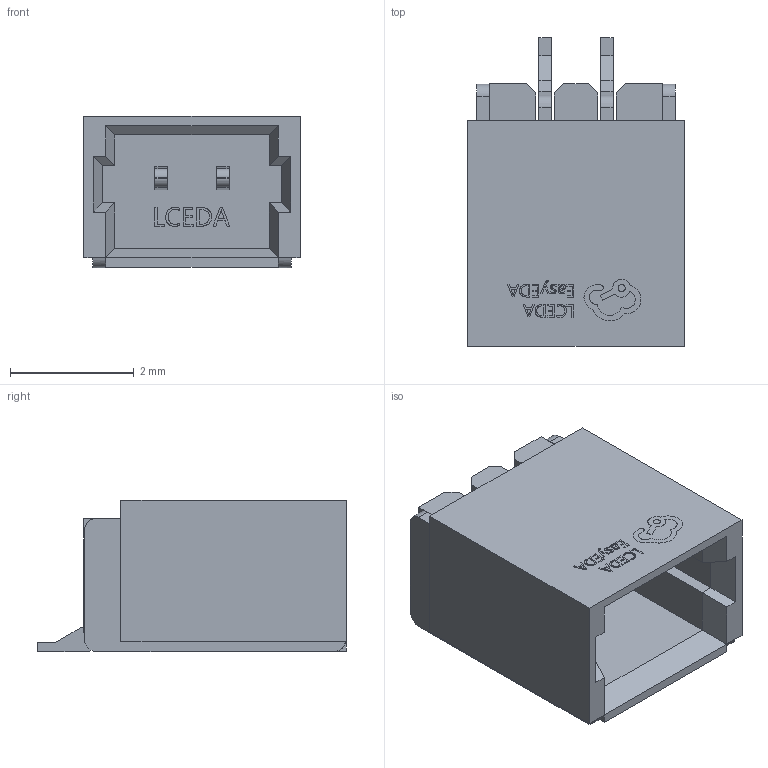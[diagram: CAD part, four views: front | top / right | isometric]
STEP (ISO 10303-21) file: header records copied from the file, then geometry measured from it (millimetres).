
FILE_DESCRIPTION (( 'STEP AP214' ), '1' );
FILE_NAME ('CONN-SMD_1.0T-2P.STEP', '2023-05-11T09:21:36', ( '' ), ( '' ), 'SwSTEP 2.0', 'SolidWorks 2019', '' );
FILE_SCHEMA (( 'AUTOMOTIVE_DESIGN' ));
Length unit declared in the file: millimetre
Products named in the file (4): CONN-SMD_1.0T-2P; COMPOUND_2; CN1
Assembly tree (3 placements, depth 4):
  CONN-SMD_1.0T-2P
    CN1
      CONN-SMD_1.0T-2P
        COMPOUND_2
Bounding box: 3.5 x 5 x 2.45 mm (x, y, z)
Volume: 19.8 mm3; surface area: 107.9 mm2
Topology: 14 solids, 14 shells, 403 faces, 1034 edges, 671 vertices
Faces by surface type: plane 279, bspline 112, cylinder 12
Entity records: 17999 total; most frequent: CARTESIAN_POINT 4291, ORIENTED_EDGE 2068, DIRECTION 1436, EDGE_CURVE 1034, VECTOR 782, LINE 782, VERTEX_POINT 671, EDGE_LOOP 427
